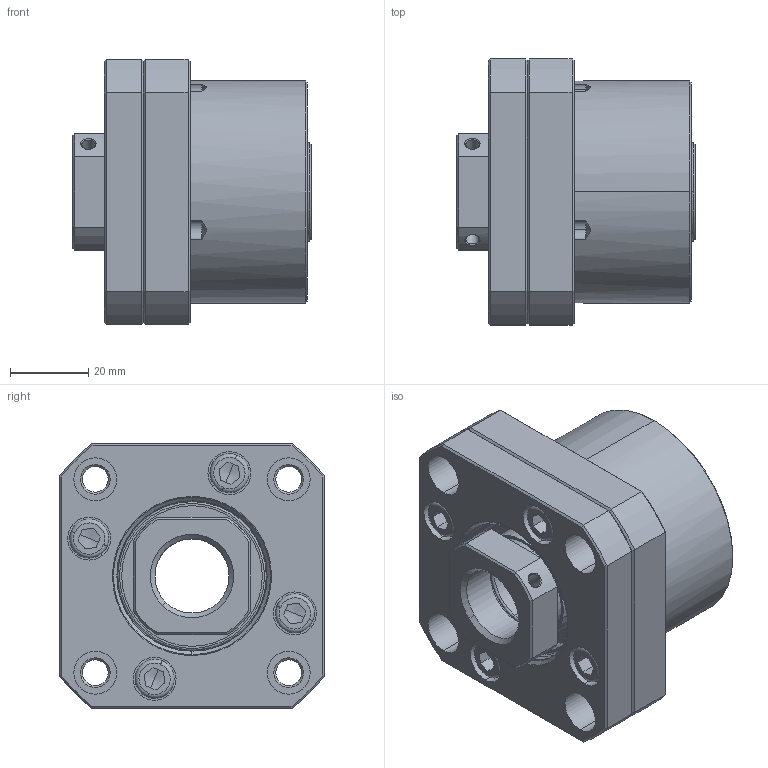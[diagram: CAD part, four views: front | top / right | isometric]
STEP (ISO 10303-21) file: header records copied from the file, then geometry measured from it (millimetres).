
FILE_DESCRIPTION (( 'STEP AP214' ), '1' );
FILE_NAME ('FKN20-Rollco.step', '2023-04-27T09:22:52', ( '' ), ( '' ), 'SwSTEP 2.0', 'SolidWorks 2010', '' );
FILE_SCHEMA (( 'AUTOMOTIVE_DESIGN' ));
Length unit declared in the file: millimetre
Products named in the file (11): 7204; 7204-1; 7204_3; 7204_2; FK20_1; EAFK20; FKN20_6; FKN20_5; FKN20_7; M6; FKN20-Rollco
Assembly tree (17 placements, depth 3):
  FKN20-Rollco
    EAFK20  x2
    FKN20_7
    M6  x4
    FK20_1
    FKN20_5  x2
    7204-1
      7204_2
      7204_3
    FKN20_6
    7204
      7204_3
      7204_2
Bounding box: 61 x 68 x 68 mm (x, y, z)
Volume: 125864.1 mm3; surface area: 65480.9 mm2
Topology: 15 solids, 15 shells, 466 faces, 1070 edges, 636 vertices
Faces by surface type: cylinder 143, cone 114, plane 109, bspline 92, torus 8
Entity records: 10860 total; most frequent: CARTESIAN_POINT 3188, DIRECTION 1588, ORIENTED_EDGE 1480, EDGE_CURVE 740, AXIS2_PLACEMENT_3D 667, VERTEX_POINT 445, EDGE_LOOP 381, CIRCLE 374
